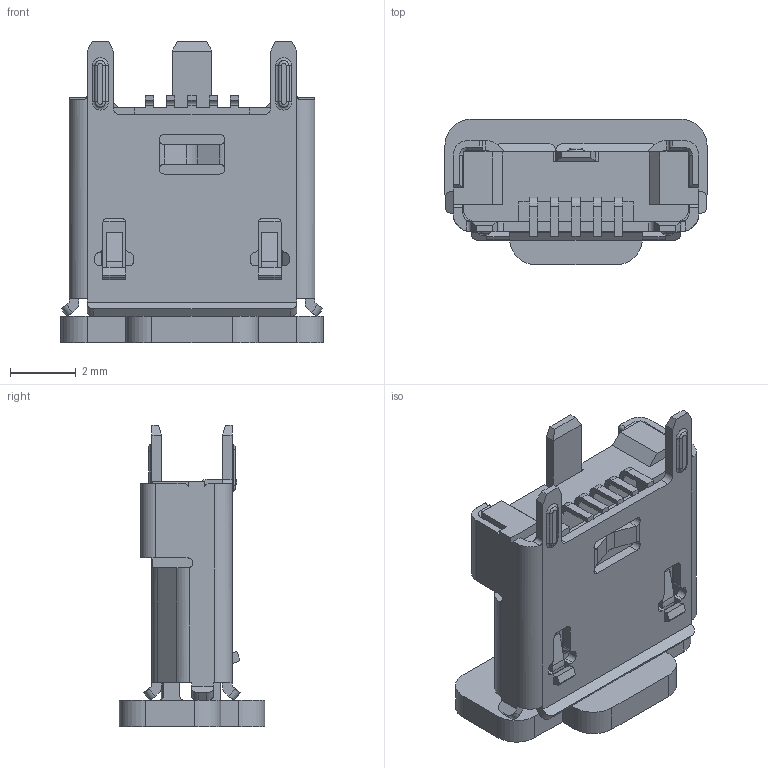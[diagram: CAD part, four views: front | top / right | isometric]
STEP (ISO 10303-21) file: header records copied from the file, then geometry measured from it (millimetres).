
FILE_DESCRIPTION((''),'2;1');
FILE_NAME('1051330001','2019-09-20T',('gga'),(''),'PRO/ENGINEER BY PARAMETRIC TECHNOLOGY CORPORATION, 2016010','PRO/ENGINEER BY PARAMETRIC TECHNOLOGY CORPORATION, 2016010','');
FILE_SCHEMA(('CONFIG_CONTROL_DESIGN'));
Length unit declared in the file: millimetre
Products named in the file (1): 1051330001
Bounding box: 8 x 4.45 x 9.2 mm (x, y, z)
Volume: 102.1 mm3; surface area: 454 mm2
Topology: 1 solids, 1 shells, 467 faces, 1445 edges, 958 vertices
Faces by surface type: plane 304, cylinder 147, torus 8, bspline 4, sphere 2, cone 2
Entity records: 16315 total; most frequent: CARTESIAN_POINT 3209, ORIENTED_EDGE 2798, DIRECTION 2639, EDGE_CURVE 1399, VECTOR 1063, LINE 1063, VERTEX_POINT 914, AXIS2_PLACEMENT_3D 788
